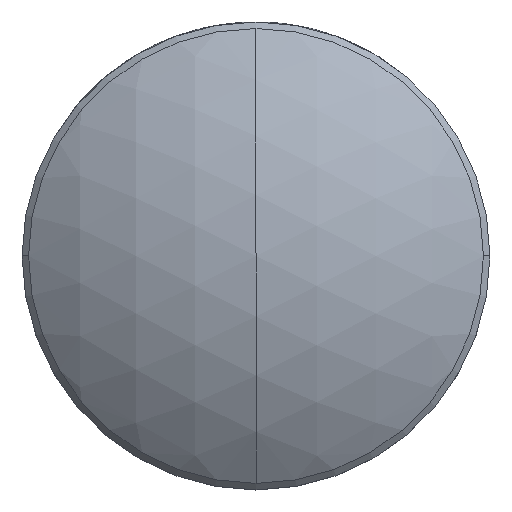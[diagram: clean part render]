
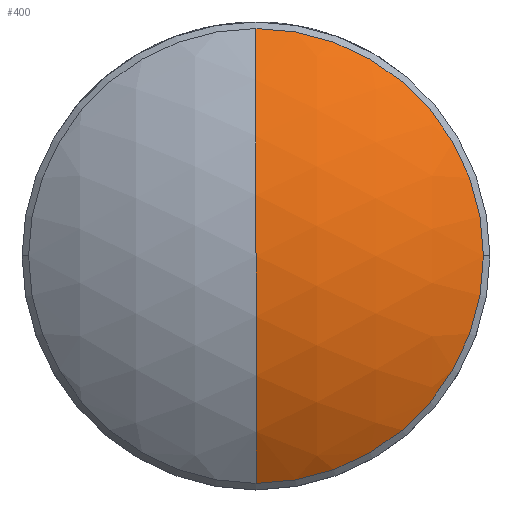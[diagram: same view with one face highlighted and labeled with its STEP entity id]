
A CAD part, top view. The second image highlights one B-rep face of the part: STEP entity #400.
In plain terms, the highlighted spherical face has radius 10.3 mm.
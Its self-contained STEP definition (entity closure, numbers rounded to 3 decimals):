
#5 = ORIENTED_EDGE ( 'NONE', *, *, #116, .F. ) ;
#13 = AXIS2_PLACEMENT_3D ( 'NONE', #446, #1215, #2341 ) ;
#15 = VERTEX_POINT ( 'NONE', #1891 ) ;
#45 = AXIS2_PLACEMENT_3D ( 'NONE', #263, #273, #1799 ) ;
#61 = DIRECTION ( 'NONE',  ( 1., 0., 0. ) ) ;
#106 = AXIS2_PLACEMENT_3D ( 'NONE', #1201, #1591, #61 ) ;
#109 = CIRCLE ( 'NONE', #216, 10.3 ) ;
#116 = EDGE_CURVE ( 'NONE', #648, #15, #109, .T. ) ;
#216 = AXIS2_PLACEMENT_3D ( 'NONE', #821, #590, #598 ) ;
#263 = CARTESIAN_POINT ( 'NONE',  ( 0., 0., -8.31 ) ) ;
#273 = DIRECTION ( 'NONE',  ( 1., 0., 0. ) ) ;
#304 = VERTEX_POINT ( 'NONE', #1248 ) ;
#339 = DIRECTION ( 'NONE',  ( 1., 0., 0. ) ) ;
#400 = ADVANCED_FACE ( 'NONE', ( #540 ), #1000, .T. ) ;
#446 = CARTESIAN_POINT ( 'NONE',  ( 0., 0., -0.065 ) ) ;
#540 = FACE_OUTER_BOUND ( 'NONE', #681, .T. ) ;
#590 = DIRECTION ( 'NONE',  ( -1., 0., 0. ) ) ;
#598 = DIRECTION ( 'NONE',  ( 0., -1., 0. ) ) ;
#648 = VERTEX_POINT ( 'NONE', #1396 ) ;
#659 = EDGE_CURVE ( 'NONE', #1709, #304, #2164, .T. ) ;
#681 = EDGE_LOOP ( 'NONE', ( #1824, #1596, #2349, #5 ) ) ;
#736 = EDGE_CURVE ( 'NONE', #304, #15, #1213, .T. ) ;
#821 = CARTESIAN_POINT ( 'NONE',  ( 0., 0., -8.31 ) ) ;
#917 = DIRECTION ( 'NONE',  ( 0., -1., 0. ) ) ;
#1000 = SPHERICAL_SURFACE ( 'NONE', #1083, 10.3 ) ;
#1083 = AXIS2_PLACEMENT_3D ( 'NONE', #1297, #339, #917 ) ;
#1201 = CARTESIAN_POINT ( 'NONE',  ( 0., 0., -0.065 ) ) ;
#1213 = CIRCLE ( 'NONE', #45, 10.3 ) ;
#1215 = DIRECTION ( 'NONE',  ( 0., 0., 1. ) ) ;
#1248 = CARTESIAN_POINT ( 'NONE',  ( 0., 6.173, -0.065 ) ) ;
#1297 = CARTESIAN_POINT ( 'NONE',  ( 0., 0., -8.31 ) ) ;
#1396 = CARTESIAN_POINT ( 'NONE',  ( 0., -6.173, -0.065 ) ) ;
#1463 = CARTESIAN_POINT ( 'NONE',  ( 6.173, 0., -0.065 ) ) ;
#1591 = DIRECTION ( 'NONE',  ( 0., 0., 1. ) ) ;
#1596 = ORIENTED_EDGE ( 'NONE', *, *, #659, .T. ) ;
#1709 = VERTEX_POINT ( 'NONE', #1463 ) ;
#1799 = DIRECTION ( 'NONE',  ( 0., 1., 0. ) ) ;
#1824 = ORIENTED_EDGE ( 'NONE', *, *, #2055, .T. ) ;
#1891 = CARTESIAN_POINT ( 'NONE',  ( 0., 0., 1.99 ) ) ;
#2055 = EDGE_CURVE ( 'NONE', #648, #1709, #2419, .T. ) ;
#2164 = CIRCLE ( 'NONE', #13, 6.173 ) ;
#2341 = DIRECTION ( 'NONE',  ( 1., 0., 0. ) ) ;
#2349 = ORIENTED_EDGE ( 'NONE', *, *, #736, .T. ) ;
#2419 = CIRCLE ( 'NONE', #106, 6.173 ) ;
